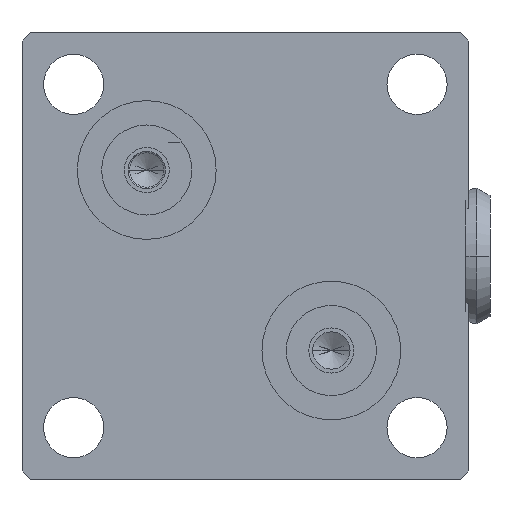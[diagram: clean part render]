
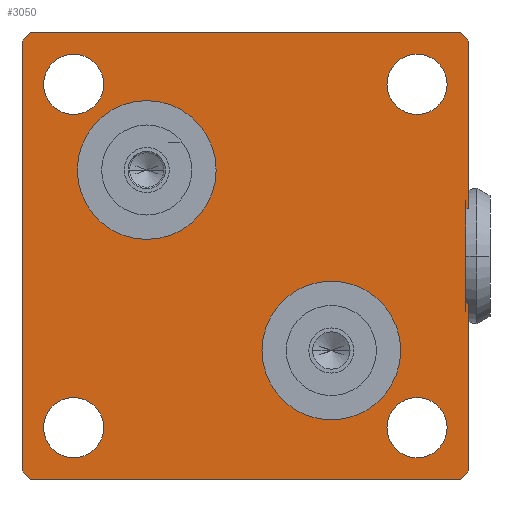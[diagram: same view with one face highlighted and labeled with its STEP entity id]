
A CAD part, front view. The second image highlights one B-rep face of the part: STEP entity #3050.
In plain terms, the highlighted planar face has unit normal (0, -1, 0).
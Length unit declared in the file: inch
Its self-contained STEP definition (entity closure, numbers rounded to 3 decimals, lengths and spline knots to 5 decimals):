
#239=CARTESIAN_POINT('',(0.625,-0.656,-0.625));
#240=DIRECTION('',(0.,1.,0.));
#241=DIRECTION('',(0.,0.,1.));
#242=AXIS2_PLACEMENT_3D('',#239,#240,#241);
#244=CARTESIAN_POINT('',(0.625,-0.656,-0.625));
#245=DIRECTION('',(0.,1.,0.));
#246=DIRECTION('',(0.,0.,-1.));
#247=AXIS2_PLACEMENT_3D('',#244,#245,#246);
#249=CARTESIAN_POINT('',(-0.625,-0.656,-0.625));
#250=DIRECTION('',(0.,1.,0.));
#251=DIRECTION('',(0.,0.,1.));
#252=AXIS2_PLACEMENT_3D('',#249,#250,#251);
#254=CARTESIAN_POINT('',(-0.625,-0.656,-0.625));
#255=DIRECTION('',(0.,1.,0.));
#256=DIRECTION('',(0.,0.,-1.));
#257=AXIS2_PLACEMENT_3D('',#254,#255,#256);
#259=CARTESIAN_POINT('',(-0.625,-0.656,0.625));
#260=DIRECTION('',(0.,1.,0.));
#261=DIRECTION('',(0.,0.,1.));
#262=AXIS2_PLACEMENT_3D('',#259,#260,#261);
#264=CARTESIAN_POINT('',(-0.625,-0.656,0.625));
#265=DIRECTION('',(0.,1.,0.));
#266=DIRECTION('',(0.,0.,-1.));
#267=AXIS2_PLACEMENT_3D('',#264,#265,#266);
#269=CARTESIAN_POINT('',(0.625,-0.656,0.625));
#270=DIRECTION('',(0.,1.,0.));
#271=DIRECTION('',(0.,0.,1.));
#272=AXIS2_PLACEMENT_3D('',#269,#270,#271);
#274=CARTESIAN_POINT('',(0.625,-0.656,0.625));
#275=DIRECTION('',(0.,1.,0.));
#276=DIRECTION('',(0.,0.,-1.));
#277=AXIS2_PLACEMENT_3D('',#274,#275,#276);
#279=DIRECTION('',(0.,0.,-1.));
#280=VECTOR('',#279,0.34369);
#281=CARTESIAN_POINT('',(0.802,-0.656,0.17135));
#282=LINE('',#281,#280);
#283=DIRECTION('',(1.,0.,0.));
#284=VECTOR('',#283,0.01);
#285=CARTESIAN_POINT('',(0.802,-0.656,-0.17235));
#286=LINE('',#285,#284);
#287=DIRECTION('',(0.707,0.,0.707));
#288=VECTOR('',#287,0.04243);
#289=CARTESIAN_POINT('',(0.782,-0.656,-0.8125));
#290=LINE('',#289,#288);
#291=DIRECTION('',(0.707,0.,-0.707));
#292=VECTOR('',#291,0.04243);
#293=CARTESIAN_POINT('',(-0.813,-0.656,-0.7825));
#294=LINE('',#293,#292);
#295=DIRECTION('',(0.,0.,1.));
#296=VECTOR('',#295,1.565);
#297=CARTESIAN_POINT('',(-0.813,-0.656,-0.7825));
#298=LINE('',#297,#296);
#299=DIRECTION('',(-0.707,0.,-0.707));
#300=VECTOR('',#299,0.04243);
#301=CARTESIAN_POINT('',(-0.783,-0.656,0.8125));
#302=LINE('',#301,#300);
#303=DIRECTION('',(-0.707,0.,0.707));
#304=VECTOR('',#303,0.04243);
#305=CARTESIAN_POINT('',(0.812,-0.656,0.7825));
#306=LINE('',#305,#304);
#307=DIRECTION('',(1.,0.,0.));
#308=VECTOR('',#307,0.01);
#309=CARTESIAN_POINT('',(0.802,-0.656,0.17135));
#310=LINE('',#309,#308);
#311=CARTESIAN_POINT('',(0.313,-0.656,-0.344));
#312=DIRECTION('',(0.,-1.,0.));
#313=DIRECTION('',(-1.,0.,0.));
#314=AXIS2_PLACEMENT_3D('',#311,#312,#313);
#316=CARTESIAN_POINT('',(0.313,-0.656,-0.344));
#317=DIRECTION('',(0.,-1.,0.));
#318=DIRECTION('',(1.,0.,0.));
#319=AXIS2_PLACEMENT_3D('',#316,#317,#318);
#321=CARTESIAN_POINT('',(-0.359,-0.656,0.313));
#322=DIRECTION('',(0.,-1.,0.));
#323=DIRECTION('',(-1.,0.,0.));
#324=AXIS2_PLACEMENT_3D('',#321,#322,#323);
#326=CARTESIAN_POINT('',(-0.359,-0.656,0.313));
#327=DIRECTION('',(0.,-1.,0.));
#328=DIRECTION('',(1.,0.,0.));
#329=AXIS2_PLACEMENT_3D('',#326,#327,#328);
#456=DIRECTION('',(1.,0.,0.));
#457=VECTOR('',#456,1.565);
#458=CARTESIAN_POINT('',(-0.783,-0.656,-0.8125));
#459=LINE('',#458,#457);
#504=DIRECTION('',(0.,0.,1.));
#505=VECTOR('',#504,0.61115);
#506=CARTESIAN_POINT('',(0.812,-0.656,0.17135));
#507=LINE('',#506,#505);
#548=DIRECTION('',(0.,0.,1.));
#549=VECTOR('',#548,0.61015);
#550=CARTESIAN_POINT('',(0.812,-0.656,-0.7825));
#551=LINE('',#550,#549);
#606=DIRECTION('',(1.,0.,0.));
#607=VECTOR('',#606,1.565);
#608=CARTESIAN_POINT('',(-0.783,-0.656,0.8125));
#609=LINE('',#608,#607);
#2414=CARTESIAN_POINT('',(-0.783,-0.656,0.8125));
#2415=CARTESIAN_POINT('',(-0.813,-0.656,0.7825));
#2416=VERTEX_POINT('',#2414);
#2417=VERTEX_POINT('',#2415);
#2418=CARTESIAN_POINT('',(0.812,-0.656,0.7825));
#2419=CARTESIAN_POINT('',(0.782,-0.656,0.8125));
#2420=VERTEX_POINT('',#2418);
#2421=VERTEX_POINT('',#2419);
#2422=CARTESIAN_POINT('',(-0.813,-0.656,-0.7825));
#2423=CARTESIAN_POINT('',(-0.783,-0.656,-0.8125));
#2424=VERTEX_POINT('',#2422);
#2425=VERTEX_POINT('',#2423);
#2426=CARTESIAN_POINT('',(0.782,-0.656,-0.8125));
#2427=CARTESIAN_POINT('',(0.812,-0.656,-0.7825));
#2428=VERTEX_POINT('',#2426);
#2429=VERTEX_POINT('',#2427);
#2430=CARTESIAN_POINT('',(0.625,-0.656,-0.5155));
#2431=CARTESIAN_POINT('',(0.625,-0.656,-0.7345));
#2432=VERTEX_POINT('',#2430);
#2433=VERTEX_POINT('',#2431);
#2434=CARTESIAN_POINT('',(-0.625,-0.656,-0.5155));
#2435=CARTESIAN_POINT('',(-0.625,-0.656,-0.7345));
#2436=VERTEX_POINT('',#2434);
#2437=VERTEX_POINT('',#2435);
#2438=CARTESIAN_POINT('',(-0.625,-0.656,0.7345));
#2439=CARTESIAN_POINT('',(-0.625,-0.656,0.5155));
#2440=VERTEX_POINT('',#2438);
#2441=VERTEX_POINT('',#2439);
#2442=CARTESIAN_POINT('',(0.625,-0.656,0.7345));
#2443=CARTESIAN_POINT('',(0.625,-0.656,0.5155));
#2444=VERTEX_POINT('',#2442);
#2445=VERTEX_POINT('',#2443);
#2556=CARTESIAN_POINT('',(0.802,-0.656,0.17135));
#2557=CARTESIAN_POINT('',(0.802,-0.656,-0.17235));
#2558=VERTEX_POINT('',#2556);
#2559=VERTEX_POINT('',#2557);
#2560=CARTESIAN_POINT('',(0.812,-0.656,-0.17235));
#2561=VERTEX_POINT('',#2560);
#2562=CARTESIAN_POINT('',(0.812,-0.656,0.17135));
#2563=VERTEX_POINT('',#2562);
#2578=CARTESIAN_POINT('',(0.0605,-0.656,-0.344));
#2579=VERTEX_POINT('',#2578);
#2580=CARTESIAN_POINT('',(0.5655,-0.656,-0.344));
#2581=VERTEX_POINT('',#2580);
#2610=CARTESIAN_POINT('',(-0.6115,-0.656,0.313));
#2611=VERTEX_POINT('',#2610);
#2612=CARTESIAN_POINT('',(-0.1065,-0.656,0.313));
#2613=VERTEX_POINT('',#2612);
#2984=CARTESIAN_POINT('',(-0.813,-0.656,-0.8125));
#2985=DIRECTION('',(0.,-1.,0.));
#2986=DIRECTION('',(1.,0.,0.));
#2987=AXIS2_PLACEMENT_3D('',#2984,#2985,#2986);
#2988=PLANE('',#2987);
#2989=ORIENTED_EDGE('',*,*,#2973,.T.);
#2991=ORIENTED_EDGE('',*,*,#2990,.T.);
#2993=ORIENTED_EDGE('',*,*,#2992,.F.);
#2995=ORIENTED_EDGE('',*,*,#2994,.F.);
#2997=ORIENTED_EDGE('',*,*,#2996,.F.);
#2999=ORIENTED_EDGE('',*,*,#2998,.F.);
#3001=ORIENTED_EDGE('',*,*,#3000,.T.);
#3003=ORIENTED_EDGE('',*,*,#3002,.F.);
#3005=ORIENTED_EDGE('',*,*,#3004,.T.);
#3007=ORIENTED_EDGE('',*,*,#3006,.F.);
#3009=ORIENTED_EDGE('',*,*,#3008,.F.);
#3011=ORIENTED_EDGE('',*,*,#3010,.F.);
#3012=EDGE_LOOP('',(#2989,#2991,#2993,#2995,#2997,#2999,#3001,#3003,#3005,#3007,
#3009,#3011));
#3013=FACE_OUTER_BOUND('',#3012,.F.);
#3015=ORIENTED_EDGE('',*,*,#3014,.F.);
#3017=ORIENTED_EDGE('',*,*,#3016,.F.);
#3018=EDGE_LOOP('',(#3015,#3017));
#3019=FACE_BOUND('',#3018,.F.);
#3021=ORIENTED_EDGE('',*,*,#3020,.F.);
#3023=ORIENTED_EDGE('',*,*,#3022,.F.);
#3024=EDGE_LOOP('',(#3021,#3023));
#3025=FACE_BOUND('',#3024,.F.);
#3027=ORIENTED_EDGE('',*,*,#3026,.F.);
#3029=ORIENTED_EDGE('',*,*,#3028,.F.);
#3030=EDGE_LOOP('',(#3027,#3029));
#3031=FACE_BOUND('',#3030,.F.);
#3033=ORIENTED_EDGE('',*,*,#3032,.F.);
#3035=ORIENTED_EDGE('',*,*,#3034,.F.);
#3036=EDGE_LOOP('',(#3033,#3035));
#3037=FACE_BOUND('',#3036,.F.);
#3039=ORIENTED_EDGE('',*,*,#3038,.T.);
#3041=ORIENTED_EDGE('',*,*,#3040,.T.);
#3042=EDGE_LOOP('',(#3039,#3041));
#3043=FACE_BOUND('',#3042,.F.);
#3045=ORIENTED_EDGE('',*,*,#3044,.T.);
#3047=ORIENTED_EDGE('',*,*,#3046,.T.);
#3048=EDGE_LOOP('',(#3045,#3047));
#3049=FACE_BOUND('',#3048,.F.);
#3050=ADVANCED_FACE('',(#3013,#3019,#3025,#3031,#3037,#3043,#3049),#2988,.T.);
#243=CIRCLE('',#242,0.1095);
#248=CIRCLE('',#247,0.1095);
#253=CIRCLE('',#252,0.1095);
#258=CIRCLE('',#257,0.1095);
#263=CIRCLE('',#262,0.1095);
#268=CIRCLE('',#267,0.1095);
#273=CIRCLE('',#272,0.1095);
#278=CIRCLE('',#277,0.1095);
#315=CIRCLE('',#314,0.2525);
#320=CIRCLE('',#319,0.2525);
#325=CIRCLE('',#324,0.2525);
#330=CIRCLE('',#329,0.2525);
#2973=EDGE_CURVE('',#2558,#2559,#282,.T.);
#2990=EDGE_CURVE('',#2559,#2561,#286,.T.);
#2992=EDGE_CURVE('',#2429,#2561,#551,.T.);
#2994=EDGE_CURVE('',#2428,#2429,#290,.T.);
#2996=EDGE_CURVE('',#2425,#2428,#459,.T.);
#2998=EDGE_CURVE('',#2424,#2425,#294,.T.);
#3000=EDGE_CURVE('',#2424,#2417,#298,.T.);
#3002=EDGE_CURVE('',#2416,#2417,#302,.T.);
#3004=EDGE_CURVE('',#2416,#2421,#609,.T.);
#3006=EDGE_CURVE('',#2420,#2421,#306,.T.);
#3008=EDGE_CURVE('',#2563,#2420,#507,.T.);
#3010=EDGE_CURVE('',#2558,#2563,#310,.T.);
#3014=EDGE_CURVE('',#2436,#2437,#253,.T.);
#3016=EDGE_CURVE('',#2437,#2436,#258,.T.);
#3020=EDGE_CURVE('',#2440,#2441,#263,.T.);
#3022=EDGE_CURVE('',#2441,#2440,#268,.T.);
#3026=EDGE_CURVE('',#2444,#2445,#273,.T.);
#3028=EDGE_CURVE('',#2445,#2444,#278,.T.);
#3032=EDGE_CURVE('',#2432,#2433,#243,.T.);
#3034=EDGE_CURVE('',#2433,#2432,#248,.T.);
#3038=EDGE_CURVE('',#2579,#2581,#315,.T.);
#3040=EDGE_CURVE('',#2581,#2579,#320,.T.);
#3044=EDGE_CURVE('',#2611,#2613,#325,.T.);
#3046=EDGE_CURVE('',#2613,#2611,#330,.T.);
